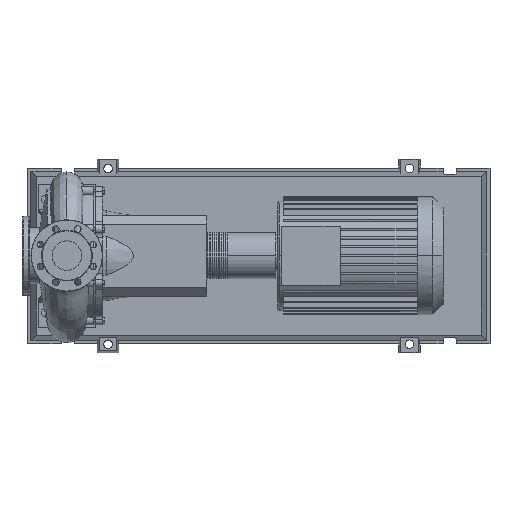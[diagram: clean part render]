
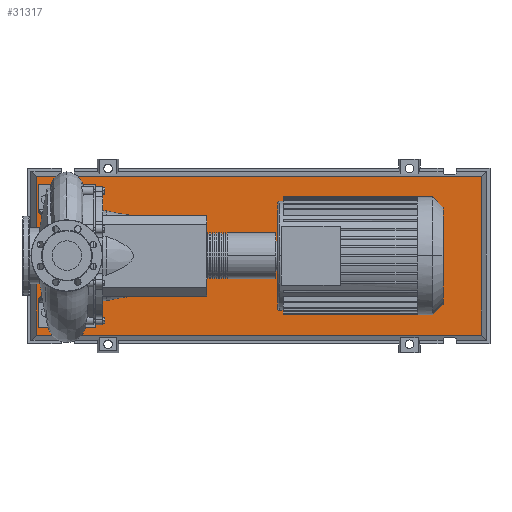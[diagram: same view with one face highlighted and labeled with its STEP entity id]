
A CAD part, top view. The second image highlights one B-rep face of the part: STEP entity #31317.
In plain terms, the highlighted planar face has unit normal (0, 0, 1).
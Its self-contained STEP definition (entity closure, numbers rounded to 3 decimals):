
#30998=CARTESIAN_POINT('',(1155.471,-220.471,103.0));
#30999=VERTEX_POINT('',#30998);
#31006=CARTESIAN_POINT('',(-85.471,-220.471,103.0));
#31007=VERTEX_POINT('',#31006);
#31008=CARTESIAN_POINT('',(1155.471,-220.471,103.0));
#31009=DIRECTION('',(-1.0,0.0,0.0));
#31010=VECTOR('',#31009,1240.941);
#31011=LINE('',#31008,#31010);
#31012=EDGE_CURVE('',#30999,#31007,#31011,.T.);
#31230=CARTESIAN_POINT('',(1155.471,220.471,103.0));
#31231=VERTEX_POINT('',#31230);
#31232=CARTESIAN_POINT('',(1155.471,220.471,103.0));
#31233=DIRECTION('',(0.0,-1.0,0.0));
#31234=VECTOR('',#31233,440.941);
#31235=LINE('',#31232,#31234);
#31236=EDGE_CURVE('',#31231,#30999,#31235,.T.);
#31254=CARTESIAN_POINT('',(-85.471,220.471,103.0));
#31255=VERTEX_POINT('',#31254);
#31256=CARTESIAN_POINT('',(-85.471,-220.471,103.0));
#31257=DIRECTION('',(0.0,1.0,0.0));
#31258=VECTOR('',#31257,440.941);
#31259=LINE('',#31256,#31258);
#31260=EDGE_CURVE('',#31007,#31255,#31259,.T.);
#31293=CARTESIAN_POINT('',(-85.471,220.471,103.0));
#31294=DIRECTION('',(1.0,0.0,0.0));
#31295=VECTOR('',#31294,1240.941);
#31296=LINE('',#31293,#31295);
#31297=EDGE_CURVE('',#31255,#31231,#31296,.T.);
#31306=CARTESIAN_POINT('',(535.,0.,103.0));
#31307=DIRECTION('',(0.0,0.0,1.0));
#31308=DIRECTION('',(1.0,0.0,0.0));
#31309=AXIS2_PLACEMENT_3D('',#31306,#31307,#31308);
#31310=PLANE('',#31309);
#31311=ORIENTED_EDGE('',*,*,#31236,.F.);
#31312=ORIENTED_EDGE('',*,*,#31297,.F.);
#31313=ORIENTED_EDGE('',*,*,#31260,.F.);
#31314=ORIENTED_EDGE('',*,*,#31012,.F.);
#31315=EDGE_LOOP('',(#31311,#31312,#31313,#31314));
#31316=FACE_OUTER_BOUND('',#31315,.T.);
#31317=ADVANCED_FACE('',(#31316),#31310,.T.);
